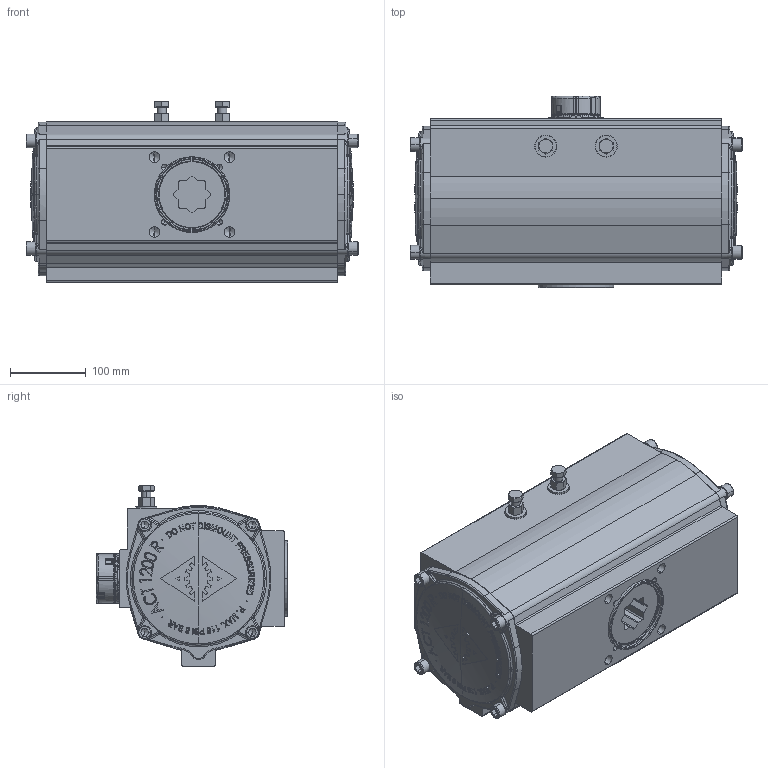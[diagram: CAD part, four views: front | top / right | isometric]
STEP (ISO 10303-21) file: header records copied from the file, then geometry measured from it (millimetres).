
FILE_DESCRIPTION (( 'STEP AP214' ), '1' );
FILE_NAME ('ADA1200.STEP', '2011-12-07T11:43:23', ( 'ossuin - p' ), ( 'Ossuin' ), 'SwSTEP 2.0', 'SolidWorks 2010', '' );
FILE_SCHEMA (( 'AUTOMOTIVE_DESIGN' ));
Length unit declared in the file: millimetre
Products named in the file (10): T1200c; CR1200; C1200; ADA1200; Hexagon Nut ISO 4034 - M12 - N_Hexagon Nut ISO 4034 - M12 - N; Washer DIN 125 - A 15_Washer DIN 125 - A 15; Tapon ﾘ65; E1200N; DIN 912 M12 x 35 --- 35C_Default; ISO 4014 - M12 x 50 x 50-C_ISO 4014 - M12 x 50 x 50-C
Assembly tree (20 placements, depth 2):
  ADA1200
    Washer DIN 125 - A 15_Washer DIN 125 - A 15  x2
    DIN 912 M12 x 35 --- 35C_Default  x8
    T1200c  x2
    E1200N
    ISO 4014 - M12 x 50 x 50-C_ISO 4014 - M12 x 50 x 50-C  x2
    CR1200
    Hexagon Nut ISO 4034 - M12 - N_Hexagon Nut ISO 4034 - M12 - N  x2
    C1200
    Tapon ﾘ65
Bounding box: 438.6 x 253.28 x 238.9 mm (x, y, z)
Volume: 5733179.7 mm3; surface area: 940039.4 mm2
Topology: 33 solids, 33 shells, 5326 faces, 14363 edges, 9166 vertices
Faces by surface type: plane 2734, cylinder 1117, bspline 691, cone 286, torus 250, sphere 248
Entity records: 165092 total; most frequent: CARTESIAN_POINT 52164, ORIENTED_EDGE 20206, DIRECTION 19486, EDGE_CURVE 10103, AXIS2_PLACEMENT_3D 7522, VERTEX_POINT 6524, VECTOR 4442, LINE 4442
